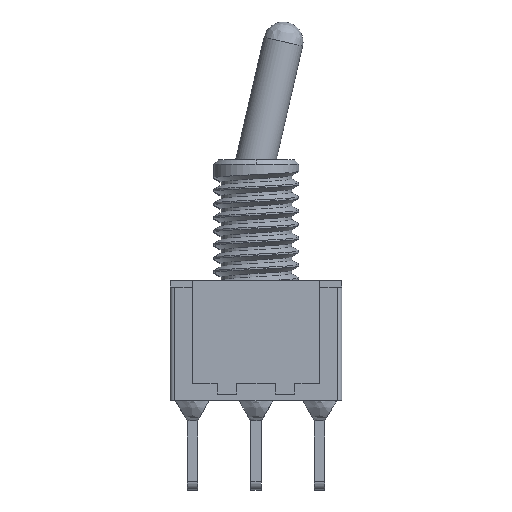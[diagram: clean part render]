
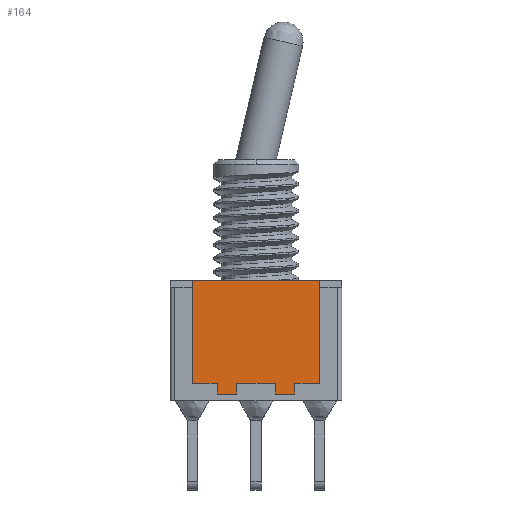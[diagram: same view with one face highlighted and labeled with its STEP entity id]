
A CAD part, top view. The second image highlights one B-rep face of the part: STEP entity #164.
In plain terms, the highlighted planar face has unit normal (0, 0, 1).
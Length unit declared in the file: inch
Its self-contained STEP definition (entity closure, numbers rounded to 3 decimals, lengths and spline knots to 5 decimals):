
#68 = LINE ( 'NONE', #5469, #4842 ) ;
#90 = VECTOR ( 'NONE', #10228, 39.37008 ) ;
#164 = ADVANCED_FACE ( 'NONE', ( #10636 ), #5227, .T. ) ;
#287 = EDGE_CURVE ( 'NONE', #12564, #3614, #1431, .T. ) ;
#450 = VECTOR ( 'NONE', #7749, 39.37008 ) ;
#473 = VERTEX_POINT ( 'NONE', #1016 ) ;
#729 = CARTESIAN_POINT ( 'NONE',  ( 0.11285, 0.01865, 0.135 ) ) ;
#941 = ORIENTED_EDGE ( 'NONE', *, *, #10814, .T. ) ;
#987 = CARTESIAN_POINT ( 'NONE',  ( -0.05605, 0.05019, 0.135 ) ) ;
#1016 = CARTESIAN_POINT ( 'NONE',  ( 0.1848, 0.35, 0.135 ) ) ;
#1025 = VECTOR ( 'NONE', #2636, 39.37008 ) ;
#1305 = VERTEX_POINT ( 'NONE', #8095 ) ;
#1431 = LINE ( 'NONE', #2278, #450 ) ;
#1588 = VERTEX_POINT ( 'NONE', #987 ) ;
#1598 = CARTESIAN_POINT ( 'NONE',  ( -0.05605, 0.01865, 0.135 ) ) ;
#1706 = LINE ( 'NONE', #10201, #8891 ) ;
#1816 = ORIENTED_EDGE ( 'NONE', *, *, #10897, .T. ) ;
#1898 = EDGE_CURVE ( 'NONE', #3340, #1588, #12759, .T. ) ;
#1955 = CARTESIAN_POINT ( 'NONE',  ( 0., 0.05019, 0.135 ) ) ;
#2025 = ORIENTED_EDGE ( 'NONE', *, *, #13735, .T. ) ;
#2072 = DIRECTION ( 'NONE',  ( 1., 0., 0. ) ) ;
#2253 = VECTOR ( 'NONE', #7616, 39.37008 ) ;
#2278 = CARTESIAN_POINT ( 'NONE',  ( 0., 0.05019, 0.135 ) ) ;
#2497 = LINE ( 'NONE', #6840, #1025 ) ;
#2636 = DIRECTION ( 'NONE',  ( 0., -1., 0. ) ) ;
#2707 = EDGE_CURVE ( 'NONE', #1305, #9300, #5236, .T. ) ;
#2845 = VERTEX_POINT ( 'NONE', #10994 ) ;
#3124 = DIRECTION ( 'NONE',  ( 0., 0., 1. ) ) ;
#3253 = VECTOR ( 'NONE', #13242, 39.37008 ) ;
#3340 = VERTEX_POINT ( 'NONE', #1598 ) ;
#3614 = VERTEX_POINT ( 'NONE', #8794 ) ;
#3947 = LINE ( 'NONE', #6901, #7777 ) ;
#4081 = DIRECTION ( 'NONE',  ( 1., 0., 0. ) ) ;
#4301 = ORIENTED_EDGE ( 'NONE', *, *, #10396, .T. ) ;
#4432 = DIRECTION ( 'NONE',  ( 1., 0., 0. ) ) ;
#4440 = EDGE_CURVE ( 'NONE', #13689, #12564, #1706, .T. ) ;
#4777 = EDGE_LOOP ( 'NONE', ( #11566, #9110, #7812, #13818, #2025, #941, #1816, #10480, #11826, #4301, #5414, #13260 ) ) ;
#4842 = VECTOR ( 'NONE', #8564, 39.37008 ) ;
#5227 = PLANE ( 'NONE',  #7186 ) ;
#5236 = LINE ( 'NONE', #9531, #2253 ) ;
#5301 = CARTESIAN_POINT ( 'NONE',  ( 0.05603, 0., 0.135 ) ) ;
#5386 = VECTOR ( 'NONE', #6554, 39.37008 ) ;
#5414 = ORIENTED_EDGE ( 'NONE', *, *, #6719, .T. ) ;
#5469 = CARTESIAN_POINT ( 'NONE',  ( 0., 0.35, 0.135 ) ) ;
#5945 = CARTESIAN_POINT ( 'NONE',  ( 0.1848, 0., 0.135 ) ) ;
#6257 = VECTOR ( 'NONE', #4432, 39.37008 ) ;
#6554 = DIRECTION ( 'NONE',  ( 0., 1., 0. ) ) ;
#6719 = EDGE_CURVE ( 'NONE', #7064, #13689, #13538, .T. ) ;
#6768 = LINE ( 'NONE', #12396, #3253 ) ;
#6840 = CARTESIAN_POINT ( 'NONE',  ( -0.11287, 0., 0.135 ) ) ;
#6901 = CARTESIAN_POINT ( 'NONE',  ( 0., 0.05019, 0.135 ) ) ;
#7064 = VERTEX_POINT ( 'NONE', #13445 ) ;
#7186 = AXIS2_PLACEMENT_3D ( 'NONE', #9523, #3124, #2072 ) ;
#7318 = VECTOR ( 'NONE', #12562, 39.37008 ) ;
#7366 = CARTESIAN_POINT ( 'NONE',  ( 0.11285, 0.05019, 0.135 ) ) ;
#7453 = EDGE_CURVE ( 'NONE', #1305, #473, #68, .T. ) ;
#7616 = DIRECTION ( 'NONE',  ( 0., -1., 0. ) ) ;
#7749 = DIRECTION ( 'NONE',  ( 1., 0., 0. ) ) ;
#7777 = VECTOR ( 'NONE', #4081, 39.37008 ) ;
#7812 = ORIENTED_EDGE ( 'NONE', *, *, #7453, .F. ) ;
#8053 = LINE ( 'NONE', #5945, #90 ) ;
#8095 = CARTESIAN_POINT ( 'NONE',  ( -0.1848, 0.35, 0.135 ) ) ;
#8342 = EDGE_CURVE ( 'NONE', #3614, #473, #8053, .T. ) ;
#8564 = DIRECTION ( 'NONE',  ( 1., 0., 0. ) ) ;
#8794 = CARTESIAN_POINT ( 'NONE',  ( 0.1848, 0.05019, 0.135 ) ) ;
#8891 = VECTOR ( 'NONE', #13516, 39.37008 ) ;
#9045 = VERTEX_POINT ( 'NONE', #13805 ) ;
#9062 = VECTOR ( 'NONE', #11642, 39.37008 ) ;
#9110 = ORIENTED_EDGE ( 'NONE', *, *, #8342, .T. ) ;
#9224 = EDGE_CURVE ( 'NONE', #1588, #2845, #10518, .T. ) ;
#9300 = VERTEX_POINT ( 'NONE', #10072 ) ;
#9523 = CARTESIAN_POINT ( 'NONE',  ( 0., 0., 0.135 ) ) ;
#9531 = CARTESIAN_POINT ( 'NONE',  ( -0.1848, 0., 0.135 ) ) ;
#10072 = CARTESIAN_POINT ( 'NONE',  ( -0.1848, 0.05019, 0.135 ) ) ;
#10201 = CARTESIAN_POINT ( 'NONE',  ( 0.11285, 0., 0.135 ) ) ;
#10228 = DIRECTION ( 'NONE',  ( 0., 1., 0. ) ) ;
#10396 = EDGE_CURVE ( 'NONE', #2845, #7064, #10441, .T. ) ;
#10441 = LINE ( 'NONE', #5301, #7318 ) ;
#10480 = ORIENTED_EDGE ( 'NONE', *, *, #1898, .T. ) ;
#10518 = LINE ( 'NONE', #1955, #9062 ) ;
#10636 = FACE_OUTER_BOUND ( 'NONE', #4777, .T. ) ;
#10814 = EDGE_CURVE ( 'NONE', #10864, #9045, #2497, .T. ) ;
#10864 = VERTEX_POINT ( 'NONE', #11199 ) ;
#10897 = EDGE_CURVE ( 'NONE', #9045, #3340, #6768, .T. ) ;
#10994 = CARTESIAN_POINT ( 'NONE',  ( 0.05603, 0.05019, 0.135 ) ) ;
#11199 = CARTESIAN_POINT ( 'NONE',  ( -0.11287, 0.05019, 0.135 ) ) ;
#11566 = ORIENTED_EDGE ( 'NONE', *, *, #287, .T. ) ;
#11642 = DIRECTION ( 'NONE',  ( 1., 0., 0. ) ) ;
#11826 = ORIENTED_EDGE ( 'NONE', *, *, #9224, .T. ) ;
#12396 = CARTESIAN_POINT ( 'NONE',  ( 0., 0.01865, 0.135 ) ) ;
#12562 = DIRECTION ( 'NONE',  ( 0., -1., 0. ) ) ;
#12564 = VERTEX_POINT ( 'NONE', #7366 ) ;
#12759 = LINE ( 'NONE', #12890, #5386 ) ;
#12812 = CARTESIAN_POINT ( 'NONE',  ( 0., 0.01865, 0.135 ) ) ;
#12890 = CARTESIAN_POINT ( 'NONE',  ( -0.05605, 0., 0.135 ) ) ;
#13242 = DIRECTION ( 'NONE',  ( 1., 0., 0. ) ) ;
#13260 = ORIENTED_EDGE ( 'NONE', *, *, #4440, .T. ) ;
#13445 = CARTESIAN_POINT ( 'NONE',  ( 0.05603, 0.01865, 0.135 ) ) ;
#13516 = DIRECTION ( 'NONE',  ( 0., 1., 0. ) ) ;
#13538 = LINE ( 'NONE', #12812, #6257 ) ;
#13689 = VERTEX_POINT ( 'NONE', #729 ) ;
#13735 = EDGE_CURVE ( 'NONE', #9300, #10864, #3947, .T. ) ;
#13805 = CARTESIAN_POINT ( 'NONE',  ( -0.11287, 0.01865, 0.135 ) ) ;
#13818 = ORIENTED_EDGE ( 'NONE', *, *, #2707, .T. ) ;
